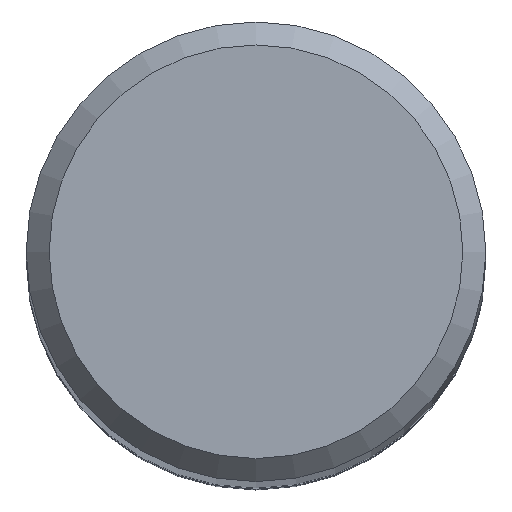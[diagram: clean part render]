
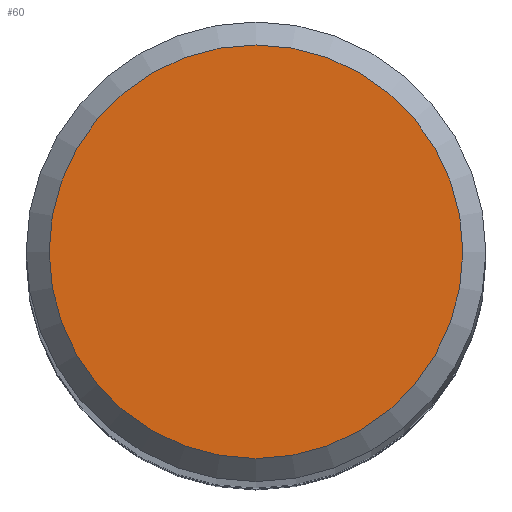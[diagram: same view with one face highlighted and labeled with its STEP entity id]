
A CAD part, top view. The second image highlights one B-rep face of the part: STEP entity #60.
In plain terms, the highlighted planar face has unit normal (0, 0, 1).
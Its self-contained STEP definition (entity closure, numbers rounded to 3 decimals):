
#8 = ORIENTED_EDGE ( 'NONE', *, *, #47, .F. ) ;
#17 = CARTESIAN_POINT ( 'NONE',  ( 0., 0., 110. ) ) ;
#35 = CARTESIAN_POINT ( 'NONE',  ( 0., 0., 110. ) ) ;
#47 = EDGE_CURVE ( 'NONE', #113, #113, #166, .T. ) ;
#60 = ADVANCED_FACE ( 'NONE', ( #165 ), #95, .F. ) ;
#64 = EDGE_LOOP ( 'NONE', ( #8 ) ) ;
#95 = PLANE ( 'NONE',  #238 ) ;
#107 = DIRECTION ( 'NONE',  ( 0., 0., -1. ) ) ;
#109 = DIRECTION ( 'NONE',  ( 0., 1., 0. ) ) ;
#113 = VERTEX_POINT ( 'NONE', #211 ) ;
#127 = AXIS2_PLACEMENT_3D ( 'NONE', #17, #107, #208 ) ;
#165 = FACE_OUTER_BOUND ( 'NONE', #64, .T. ) ;
#166 = CIRCLE ( 'NONE', #127, 4.5 ) ;
#173 = DIRECTION ( 'NONE',  ( 0., 0., -1. ) ) ;
#208 = DIRECTION ( 'NONE',  ( 0., 1., 0. ) ) ;
#211 = CARTESIAN_POINT ( 'NONE',  ( 0., 4.5, 110. ) ) ;
#238 = AXIS2_PLACEMENT_3D ( 'NONE', #35, #173, #109 ) ;
